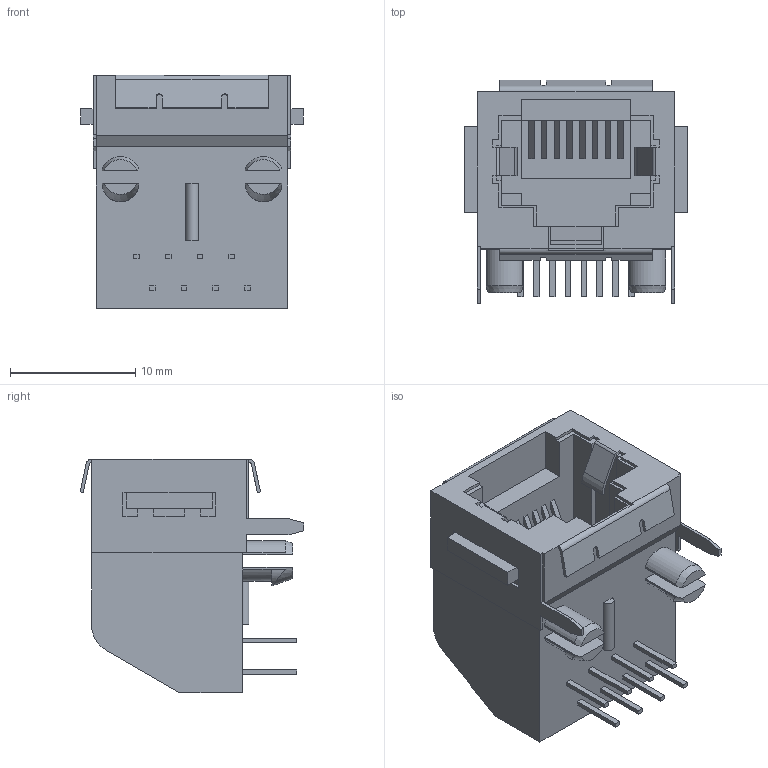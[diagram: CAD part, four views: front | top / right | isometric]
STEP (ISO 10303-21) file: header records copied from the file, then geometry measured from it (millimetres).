
FILE_DESCRIPTION((''),'2;1');
FILE_NAME('C-5555141-01-3','2007-12-05T',('workeradm'),('Tyco Electronics Corporation'),'PRO/ENGINEER BY PARAMETRIC TECHNOLOGY CORPORATION, 2005450','PRO/ENGINEER BY PARAMETRIC TECHNOLOGY CORPORATION, 2005450','');
FILE_SCHEMA(('CONFIG_CONTROL_DESIGN', 'GEOMETRIC_VALIDATION_PROPERTIES_MIM'));
Length unit declared in the file: millimetre
Products named in the file (1): C-5555141-01-3
Bounding box: 17.78 x 17.87 x 18.67 mm (x, y, z)
Volume: 2178.2 mm3; surface area: 2415.8 mm2
Topology: 1 solids, 1 shells, 281 faces, 776 edges, 512 vertices
Faces by surface type: plane 255, cylinder 22, cone 4
Entity records: 8997 total; most frequent: CARTESIAN_POINT 1648, ORIENTED_EDGE 1552, DIRECTION 1372, EDGE_CURVE 776, VECTOR 706, LINE 706, VERTEX_POINT 512, AXIS2_PLACEMENT_3D 333
